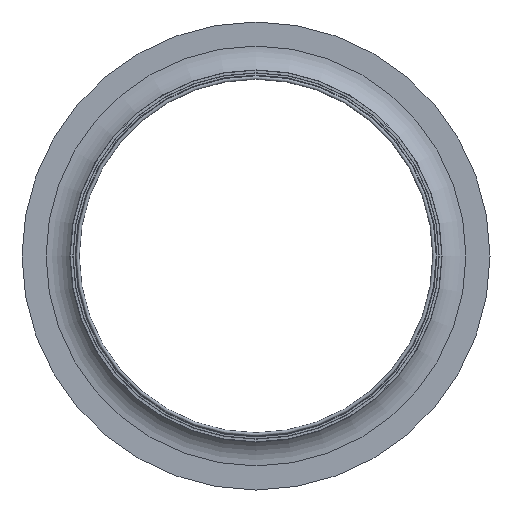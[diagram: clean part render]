
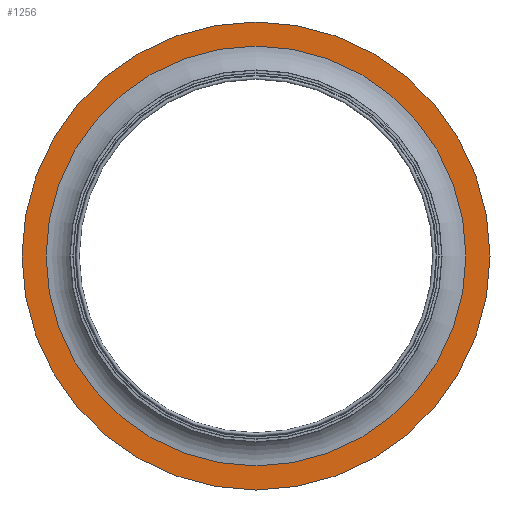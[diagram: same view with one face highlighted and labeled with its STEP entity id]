
A CAD part, front view. The second image highlights one B-rep face of the part: STEP entity #1256.
In plain terms, the highlighted planar face has unit normal (0, -1, 0).
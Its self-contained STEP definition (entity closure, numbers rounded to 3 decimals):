
#1222=CARTESIAN_POINT('',(182.925,84.5,0.0));
#1223=VERTEX_POINT('',#1222);
#1224=CARTESIAN_POINT('',(0.0,84.5,0.0));
#1225=DIRECTION('',(0.0,-1.0,0.0));
#1226=DIRECTION('',(1.0,0.0,0.0));
#1227=AXIS2_PLACEMENT_3D('',#1224,#1225,#1226);
#1228=CIRCLE('',#1227,182.925);
#1229=EDGE_CURVE('',#1223,#1223,#1228,.T.);
#1237=CARTESIAN_POINT('',(193.425,84.5,0.0));
#1238=DIRECTION('',(0.0,1.0,0.0));
#1239=DIRECTION('',(0.0,0.0,1.0));
#1240=AXIS2_PLACEMENT_3D('',#1237,#1238,#1239);
#1241=PLANE('',#1240);
#1242=CARTESIAN_POINT('',(203.925,84.5,0.0));
#1243=VERTEX_POINT('',#1242);
#1244=CARTESIAN_POINT('',(0.0,84.5,0.0));
#1245=DIRECTION('',(0.0,-1.0,0.0));
#1246=DIRECTION('',(1.0,0.0,0.0));
#1247=AXIS2_PLACEMENT_3D('',#1244,#1245,#1246);
#1248=CIRCLE('',#1247,203.925);
#1249=EDGE_CURVE('',#1243,#1243,#1248,.T.);
#1250=ORIENTED_EDGE('',*,*,#1249,.T.);
#1251=EDGE_LOOP('',(#1250));
#1252=FACE_OUTER_BOUND('',#1251,.T.);
#1253=ORIENTED_EDGE('',*,*,#1229,.F.);
#1254=EDGE_LOOP('',(#1253));
#1255=FACE_BOUND('',#1254,.T.);
#1256=ADVANCED_FACE('',(#1252,#1255),#1241,.F.);
